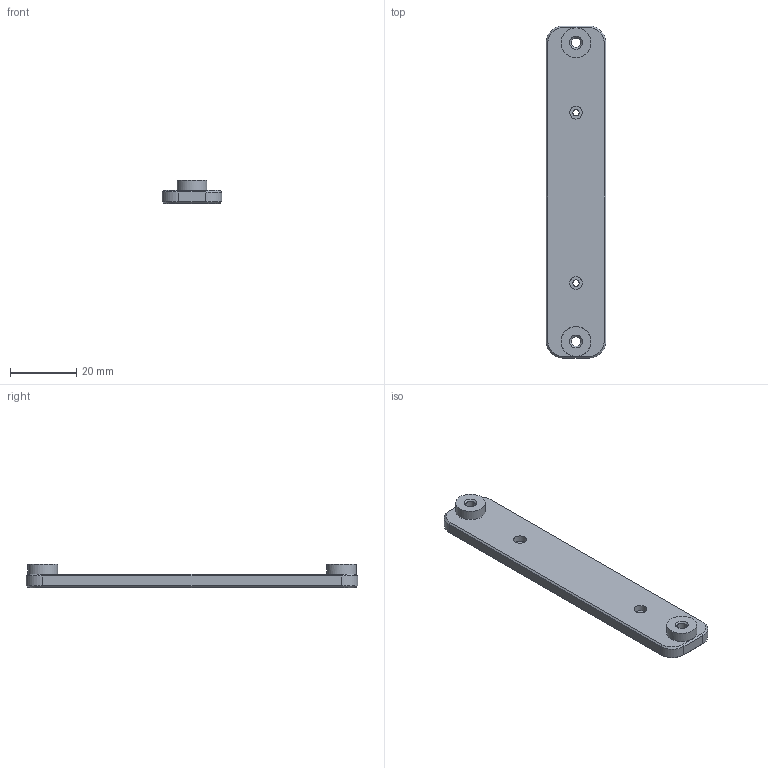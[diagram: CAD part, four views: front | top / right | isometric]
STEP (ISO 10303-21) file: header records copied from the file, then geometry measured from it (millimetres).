
FILE_DESCRIPTION(/* description */ (''),/* implementation_level */ '2;1');
FILE_NAME(/* name */ 'octopus_din_bracket.step',/* time_stamp */ '2022-03-04T20:25:22+01:00',/* author */ (''),/* organization */ (''),/* preprocessor_version */ 'ST-DEVELOPER v18.1',/* originating_system */ 'Autodesk Translation Framework v10.13.0.1454',/* authorisation */ '');
FILE_SCHEMA (('AUTOMOTIVE_DESIGN { 1 0 10303 214 3 1 1 }'));
Length unit declared in the file: millimetre
Products named in the file (2): (Unsaved); RPi Bracket v1
Assembly tree (1 placements, depth 2):
  (Unsaved)
    RPi Bracket v1
Bounding box: 18 x 100 x 7 mm (x, y, z)
Volume: 7287.6 mm3; surface area: 4659.3 mm2
Topology: 1 solids, 1 shells, 40 faces, 87 edges, 52 vertices
Faces by surface type: plane 18, cylinder 12, cone 10
Full cylindrical faces by diameter (mm): 1.9 x2, 2.9 x2, 3.8 x2, 9 x2
Entity records: 1159 total; most frequent: DIRECTION 209, CARTESIAN_POINT 182, ORIENTED_EDGE 174, EDGE_CURVE 87, AXIS2_PLACEMENT_3D 79, VERTEX_POINT 52, EDGE_LOOP 51, LINE 51
